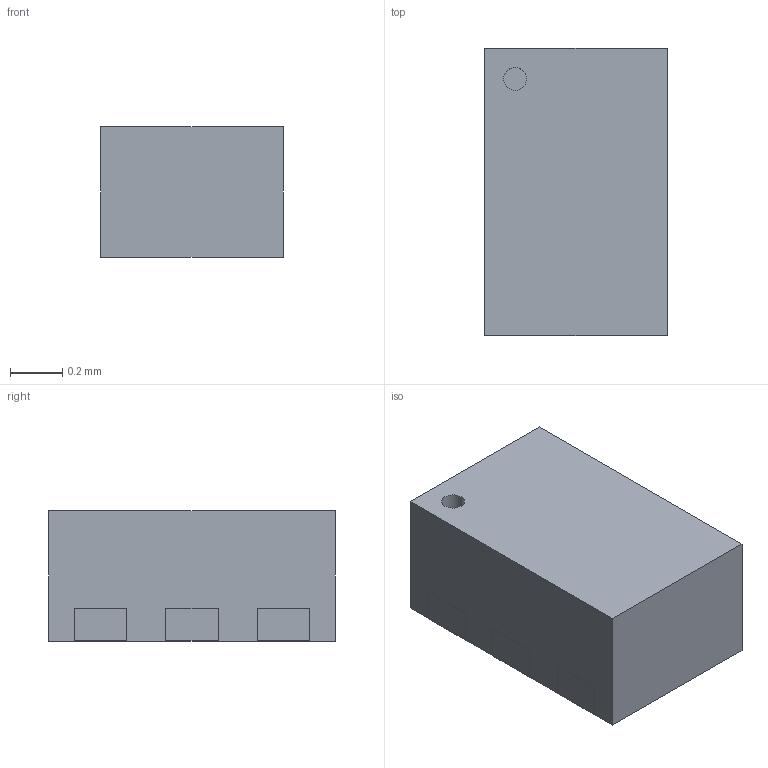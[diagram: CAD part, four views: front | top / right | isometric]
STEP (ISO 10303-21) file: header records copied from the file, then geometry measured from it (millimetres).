
FILE_DESCRIPTION(/* description */ (''),/* implementation_level */ '2;1');
FILE_NAME(/* name */ 'XFDFN-5_1.0x0.6mm.step',/* time_stamp */ '2022-01-22T16:27:12-05:00',/* author */ (''),/* organization */ (''),/* preprocessor_version */ 'ST-DEVELOPER v18.1',/* originating_system */ 'Autodesk Translation Framework v10.13.0.1454',/* authorisation */ '');
FILE_SCHEMA (('AUTOMOTIVE_DESIGN { 1 0 10303 214 3 1 1 }'));
Length unit declared in the file: millimetre
Products named in the file (1): XFDFN-5_1.0x0.6
Bounding box: 0.7 x 1.1 x 0.5 mm (x, y, z)
Volume: 0.4 mm3; surface area: 4.3 mm2
Topology: 6 solids, 6 shells, 78 faces, 155 edges, 90 vertices
Faces by surface type: plane 77, cylinder 1
Full cylindrical faces by diameter (mm): 0.087 x1
Entity records: 1971 total; most frequent: CARTESIAN_POINT 324, DIRECTION 315, ORIENTED_EDGE 310, EDGE_CURVE 155, LINE 153, VECTOR 153, VERTEX_POINT 90, AXIS2_PLACEMENT_3D 81
